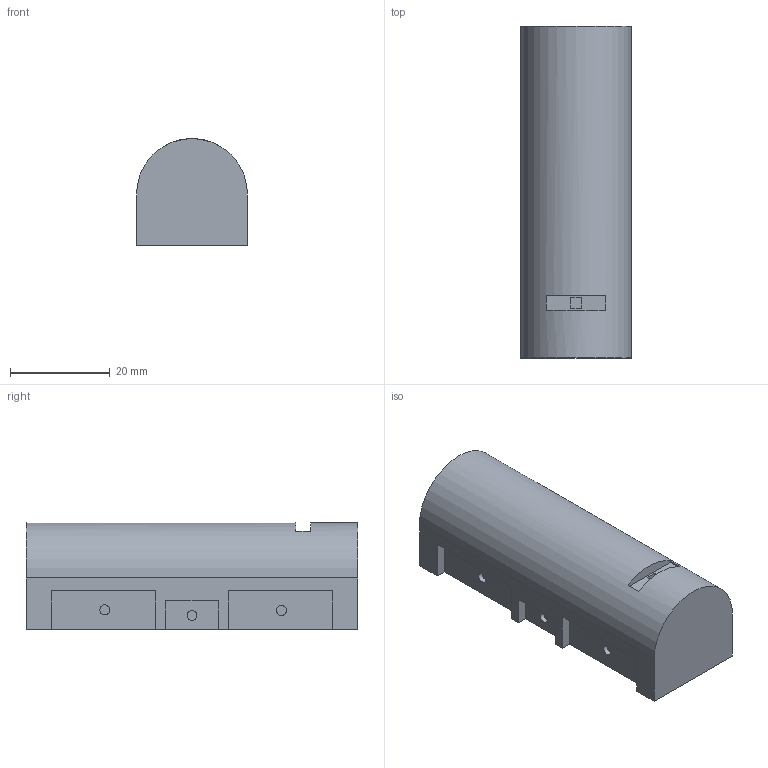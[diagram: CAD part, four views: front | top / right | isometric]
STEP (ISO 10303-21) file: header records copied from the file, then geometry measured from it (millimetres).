
FILE_DESCRIPTION(/* description */ (''),/* implementation_level */ '2;1');
FILE_NAME(/* name */ 'Main Krusty Crab v13.step',/* time_stamp */ '2023-11-10T03:36:45-08:00',/* author */ (''),/* organization */ (''),/* preprocessor_version */ 'ST-DEVELOPER v20',/* originating_system */ 'Autodesk Translation Framework v12.14.0.127',/* authorisation */ '');
FILE_SCHEMA (('AUTOMOTIVE_DESIGN { 1 0 10303 214 3 1 1 }'));
Length unit declared in the file: millimetre
Products named in the file (1): Main Krusty Crab
Bounding box: 22.2 x 66.5 x 21.4 mm (x, y, z)
Volume: 20329.1 mm3; surface area: 7623.9 mm2
Topology: 1 solids, 1 shells, 49 faces, 117 edges, 78 vertices
Faces by surface type: plane 45, cylinder 4
Full cylindrical faces by diameter (mm): 2 x3
Entity records: 1441 total; most frequent: CARTESIAN_POINT 245, ORIENTED_EDGE 234, DIRECTION 227, EDGE_CURVE 117, LINE 107, VECTOR 107, VERTEX_POINT 78, AXIS2_PLACEMENT_3D 60
